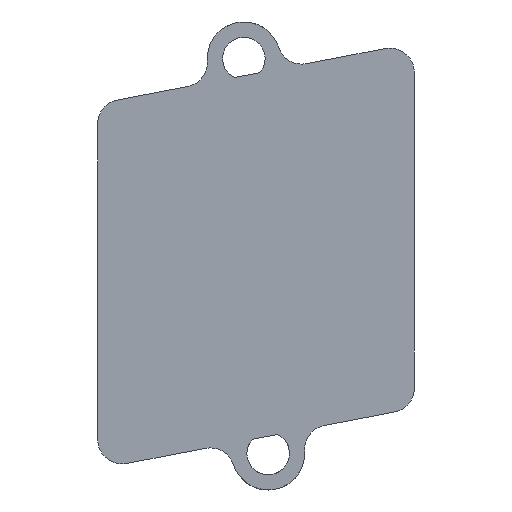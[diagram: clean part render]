
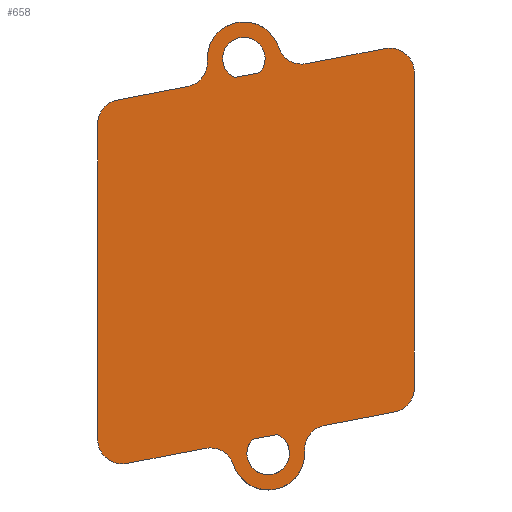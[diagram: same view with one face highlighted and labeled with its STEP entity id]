
A CAD part, front view. The second image highlights one B-rep face of the part: STEP entity #658.
In plain terms, the highlighted planar face has unit normal (0, -1, 0).
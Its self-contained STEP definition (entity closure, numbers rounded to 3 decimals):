
#21=FACE_BOUND('',#139,.T.);
#22=FACE_BOUND('',#140,.T.);
#40=PLANE('',#760);
#94=FACE_OUTER_BOUND('',#138,.T.);
#138=EDGE_LOOP('',(#594,#595,#596,#597,#598,#599,#600,#601,#602,#603,#604,
#605,#606,#607,#608,#609,#610));
#139=EDGE_LOOP('',(#611,#612,#613));
#140=EDGE_LOOP('',(#614,#615,#616));
#157=LINE('',#1063,#205);
#163=LINE('',#1078,#211);
#166=LINE('',#1087,#214);
#176=LINE('',#1122,#224);
#183=LINE('',#1154,#231);
#186=LINE('',#1160,#234);
#187=LINE('',#1162,#235);
#188=LINE('',#1164,#236);
#205=VECTOR('',#857,10.);
#211=VECTOR('',#873,10.);
#214=VECTOR('',#882,10.);
#224=VECTOR('',#924,10.);
#231=VECTOR('',#957,10.);
#234=VECTOR('',#966,10.);
#235=VECTOR('',#969,10.);
#236=VECTOR('',#972,10.);
#250=CIRCLE('',#705,2.);
#261=CIRCLE('',#719,2.);
#262=CIRCLE('',#721,2.);
#263=CIRCLE('',#724,2.);
#264=CIRCLE('',#727,2.);
#265=CIRCLE('',#729,2.);
#267=CIRCLE('',#732,3.);
#268=CIRCLE('',#733,3.);
#269=CIRCLE('',#735,2.);
#271=CIRCLE('',#738,3.);
#272=CIRCLE('',#740,2.);
#274=CIRCLE('',#744,1.75);
#276=CIRCLE('',#746,1.75);
#278=CIRCLE('',#750,1.75);
#280=CIRCLE('',#752,1.75);
#295=VERTEX_POINT('',#1024);
#296=VERTEX_POINT('',#1026);
#312=VERTEX_POINT('',#1062);
#313=VERTEX_POINT('',#1066);
#314=VERTEX_POINT('',#1070);
#315=VERTEX_POINT('',#1072);
#316=VERTEX_POINT('',#1076);
#317=VERTEX_POINT('',#1080);
#318=VERTEX_POINT('',#1082);
#319=VERTEX_POINT('',#1086);
#320=VERTEX_POINT('',#1090);
#321=VERTEX_POINT('',#1094);
#322=VERTEX_POINT('',#1096);
#324=VERTEX_POINT('',#1102);
#325=VERTEX_POINT('',#1107);
#327=VERTEX_POINT('',#1114);
#328=VERTEX_POINT('',#1118);
#330=VERTEX_POINT('',#1125);
#332=VERTEX_POINT('',#1129);
#333=VERTEX_POINT('',#1131);
#336=VERTEX_POINT('',#1140);
#338=VERTEX_POINT('',#1144);
#339=VERTEX_POINT('',#1146);
#363=EDGE_CURVE('',#295,#296,#250,.T.);
#381=EDGE_CURVE('',#312,#296,#157,.T.);
#383=EDGE_CURVE('',#312,#313,#261,.T.);
#386=EDGE_CURVE('',#314,#315,#262,.T.);
#389=EDGE_CURVE('',#314,#316,#163,.T.);
#391=EDGE_CURVE('',#317,#318,#263,.T.);
#393=EDGE_CURVE('',#319,#318,#166,.T.);
#395=EDGE_CURVE('',#319,#320,#264,.T.);
#398=EDGE_CURVE('',#321,#322,#265,.T.);
#402=EDGE_CURVE('',#321,#324,#267,.T.);
#403=EDGE_CURVE('',#324,#320,#268,.T.);
#405=EDGE_CURVE('',#325,#316,#269,.T.);
#409=EDGE_CURVE('',#325,#327,#271,.T.);
#411=EDGE_CURVE('',#328,#327,#272,.T.);
#412=EDGE_CURVE('',#328,#313,#176,.T.);
#416=EDGE_CURVE('',#333,#332,#274,.T.);
#419=EDGE_CURVE('',#330,#333,#276,.T.);
#423=EDGE_CURVE('',#339,#338,#278,.T.);
#426=EDGE_CURVE('',#336,#339,#280,.T.);
#427=EDGE_CURVE('',#332,#330,#183,.T.);
#430=EDGE_CURVE('',#338,#336,#186,.T.);
#431=EDGE_CURVE('',#295,#322,#187,.T.);
#432=EDGE_CURVE('',#317,#315,#188,.T.);
#594=ORIENTED_EDGE('',*,*,#363,.F.);
#595=ORIENTED_EDGE('',*,*,#431,.T.);
#596=ORIENTED_EDGE('',*,*,#398,.F.);
#597=ORIENTED_EDGE('',*,*,#402,.T.);
#598=ORIENTED_EDGE('',*,*,#403,.T.);
#599=ORIENTED_EDGE('',*,*,#395,.F.);
#600=ORIENTED_EDGE('',*,*,#393,.T.);
#601=ORIENTED_EDGE('',*,*,#391,.F.);
#602=ORIENTED_EDGE('',*,*,#432,.T.);
#603=ORIENTED_EDGE('',*,*,#386,.F.);
#604=ORIENTED_EDGE('',*,*,#389,.T.);
#605=ORIENTED_EDGE('',*,*,#405,.F.);
#606=ORIENTED_EDGE('',*,*,#409,.T.);
#607=ORIENTED_EDGE('',*,*,#411,.F.);
#608=ORIENTED_EDGE('',*,*,#412,.T.);
#609=ORIENTED_EDGE('',*,*,#383,.F.);
#610=ORIENTED_EDGE('',*,*,#381,.T.);
#611=ORIENTED_EDGE('',*,*,#419,.T.);
#612=ORIENTED_EDGE('',*,*,#416,.T.);
#613=ORIENTED_EDGE('',*,*,#427,.T.);
#614=ORIENTED_EDGE('',*,*,#426,.T.);
#615=ORIENTED_EDGE('',*,*,#423,.T.);
#616=ORIENTED_EDGE('',*,*,#430,.T.);
#658=ADVANCED_FACE('',(#94,#21,#22),#40,.T.);
#705=AXIS2_PLACEMENT_3D('',#1027,#824,#825);
#719=AXIS2_PLACEMENT_3D('',#1067,#861,#862);
#721=AXIS2_PLACEMENT_3D('',#1073,#867,#868);
#724=AXIS2_PLACEMENT_3D('',#1083,#877,#878);
#727=AXIS2_PLACEMENT_3D('',#1091,#886,#887);
#729=AXIS2_PLACEMENT_3D('',#1097,#892,#893);
#732=AXIS2_PLACEMENT_3D('',#1104,#900,#901);
#733=AXIS2_PLACEMENT_3D('',#1105,#902,#903);
#735=AXIS2_PLACEMENT_3D('',#1109,#907,#908);
#738=AXIS2_PLACEMENT_3D('',#1116,#915,#916);
#740=AXIS2_PLACEMENT_3D('',#1120,#920,#921);
#744=AXIS2_PLACEMENT_3D('',#1132,#931,#932);
#746=AXIS2_PLACEMENT_3D('',#1136,#936,#937);
#750=AXIS2_PLACEMENT_3D('',#1147,#946,#947);
#752=AXIS2_PLACEMENT_3D('',#1151,#951,#952);
#760=AXIS2_PLACEMENT_3D('',#1165,#973,#974);
#824=DIRECTION('center_axis',(0.,1.,0.));
#825=DIRECTION('ref_axis',(-0.637,0.,-0.771));
#857=DIRECTION('',(0.,0.,-1.));
#861=DIRECTION('center_axis',(0.,1.,0.));
#862=DIRECTION('ref_axis',(-0.771,0.,0.637));
#867=DIRECTION('center_axis',(0.,1.,0.));
#868=DIRECTION('ref_axis',(0.637,0.,0.771));
#873=DIRECTION('',(-0.982,0.,-0.189));
#877=DIRECTION('center_axis',(0.,1.,0.));
#878=DIRECTION('ref_axis',(0.771,0.,-0.637));
#882=DIRECTION('',(0.982,0.,0.189));
#886=DIRECTION('center_axis',(0.,-1.,0.));
#887=DIRECTION('ref_axis',(-0.792,0.,0.611));
#892=DIRECTION('center_axis',(0.,-1.,0.));
#893=DIRECTION('ref_axis',(0.509,0.,0.861));
#900=DIRECTION('center_axis',(0.,-1.,0.));
#901=DIRECTION('ref_axis',(-1.,0.,0.));
#902=DIRECTION('center_axis',(0.,-1.,0.));
#903=DIRECTION('ref_axis',(-1.,0.,0.));
#907=DIRECTION('center_axis',(0.,-1.,0.));
#908=DIRECTION('ref_axis',(-0.509,0.,-0.861));
#915=DIRECTION('center_axis',(0.,-1.,0.));
#916=DIRECTION('ref_axis',(-1.,0.,0.));
#920=DIRECTION('center_axis',(0.,-1.,0.));
#921=DIRECTION('ref_axis',(0.792,0.,-0.611));
#924=DIRECTION('',(-0.982,0.,-0.189));
#931=DIRECTION('center_axis',(0.,1.,0.));
#932=DIRECTION('ref_axis',(-1.,0.,0.));
#936=DIRECTION('center_axis',(0.,1.,0.));
#937=DIRECTION('ref_axis',(-1.,0.,0.));
#946=DIRECTION('center_axis',(0.,1.,0.));
#947=DIRECTION('ref_axis',(-1.,0.,0.));
#951=DIRECTION('center_axis',(0.,1.,0.));
#952=DIRECTION('ref_axis',(-1.,0.,0.));
#957=DIRECTION('',(-0.982,0.,-0.189));
#966=DIRECTION('',(0.982,0.,0.189));
#969=DIRECTION('',(0.982,0.,0.189));
#972=DIRECTION('',(0.,0.,1.));
#973=DIRECTION('center_axis',(0.,-1.,0.));
#974=DIRECTION('ref_axis',(0.,0.,-1.));
#1024=CARTESIAN_POINT('',(-10.622,0.,-17.043));
#1026=CARTESIAN_POINT('',(-13.,0.,-15.079));
#1027=CARTESIAN_POINT('Origin',(-11.,0.,-15.079));
#1062=CARTESIAN_POINT('',(-13.,0.,10.848));
#1063=CARTESIAN_POINT('',(-13.,0.,12.5));
#1066=CARTESIAN_POINT('',(-11.378,0.,12.812));
#1067=CARTESIAN_POINT('Origin',(-11.,0.,10.848));
#1070=CARTESIAN_POINT('',(10.622,0.,17.043));
#1072=CARTESIAN_POINT('',(13.,0.,15.079));
#1073=CARTESIAN_POINT('Origin',(11.,0.,15.079));
#1076=CARTESIAN_POINT('',(4.135,0.,15.795));
#1078=CARTESIAN_POINT('',(13.,0.,17.5));
#1080=CARTESIAN_POINT('',(13.,0.,-10.848));
#1082=CARTESIAN_POINT('',(11.378,0.,-12.812));
#1083=CARTESIAN_POINT('Origin',(11.,0.,-10.848));
#1086=CARTESIAN_POINT('',(5.611,0.,-13.921));
#1087=CARTESIAN_POINT('',(-13.,0.,-17.5));
#1090=CARTESIAN_POINT('',(3.993,0.,-16.019));
#1091=CARTESIAN_POINT('Origin',(5.989,0.,-15.885));
#1094=CARTESIAN_POINT('',(-1.854,0.,-17.143));
#1096=CARTESIAN_POINT('',(-4.135,0.,-15.795));
#1097=CARTESIAN_POINT('Origin',(-3.757,0.,-17.759));
#1102=CARTESIAN_POINT('',(4.,0.,-16.219));
#1104=CARTESIAN_POINT('Origin',(1.,0.,-16.219));
#1105=CARTESIAN_POINT('Origin',(1.,0.,-16.219));
#1107=CARTESIAN_POINT('',(1.854,0.,17.143));
#1109=CARTESIAN_POINT('Origin',(3.757,0.,17.759));
#1114=CARTESIAN_POINT('',(-3.993,0.,16.019));
#1116=CARTESIAN_POINT('Origin',(-1.,0.,16.219));
#1118=CARTESIAN_POINT('',(-5.611,0.,13.921));
#1120=CARTESIAN_POINT('Origin',(-5.989,0.,15.885));
#1122=CARTESIAN_POINT('',(13.,0.,17.5));
#1125=CARTESIAN_POINT('',(-1.787,0.,14.656));
#1129=CARTESIAN_POINT('',(0.311,0.,15.06));
#1131=CARTESIAN_POINT('',(0.75,0.,16.219));
#1132=CARTESIAN_POINT('Origin',(-1.,0.,16.219));
#1136=CARTESIAN_POINT('Origin',(-1.,0.,16.219));
#1140=CARTESIAN_POINT('',(1.787,0.,-14.656));
#1144=CARTESIAN_POINT('',(-0.311,0.,-15.06));
#1146=CARTESIAN_POINT('',(2.75,0.,-16.219));
#1147=CARTESIAN_POINT('Origin',(1.,0.,-16.219));
#1151=CARTESIAN_POINT('Origin',(1.,0.,-16.219));
#1154=CARTESIAN_POINT('',(13.,0.,17.5));
#1160=CARTESIAN_POINT('',(-13.,0.,-17.5));
#1162=CARTESIAN_POINT('',(-13.,0.,-17.5));
#1164=CARTESIAN_POINT('',(13.,0.,-12.5));
#1165=CARTESIAN_POINT('Origin',(0.,0.,0.));
